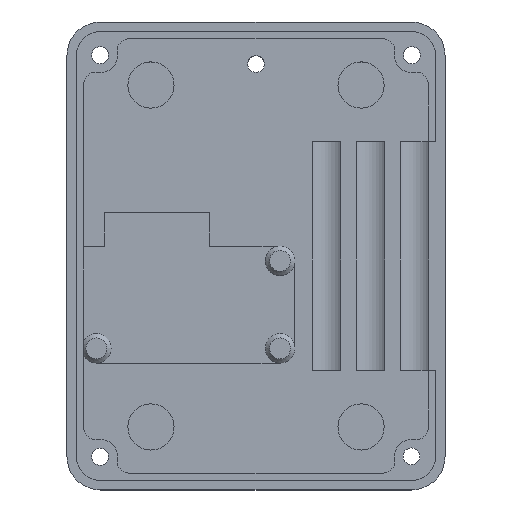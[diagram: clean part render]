
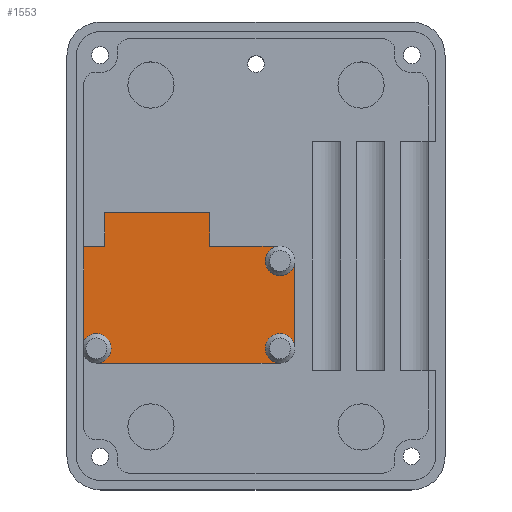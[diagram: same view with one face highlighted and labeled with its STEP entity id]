
A CAD part, top view. The second image highlights one B-rep face of the part: STEP entity #1553.
In plain terms, the highlighted planar face has unit normal (0, 0, 1).
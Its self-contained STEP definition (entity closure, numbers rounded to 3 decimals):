
#49=PLANE('',#1669);
#95=FACE_OUTER_BOUND('',#182,.T.);
#182=EDGE_LOOP('',(#1087,#1088,#1089,#1090,#1091,#1092,#1093,#1094,#1095,
#1096,#1097));
#275=LINE('',#2365,#410);
#280=LINE('',#2378,#415);
#283=LINE('',#2384,#418);
#286=LINE('',#2390,#421);
#289=LINE('',#2396,#424);
#292=LINE('',#2402,#427);
#297=LINE('',#2419,#432);
#298=LINE('',#2424,#433);
#410=VECTOR('',#1858,10.);
#415=VECTOR('',#1871,10.);
#418=VECTOR('',#1876,10.);
#421=VECTOR('',#1881,10.);
#424=VECTOR('',#1886,10.);
#427=VECTOR('',#1891,10.);
#432=VECTOR('',#1906,10.);
#433=VECTOR('',#1915,10.);
#550=CIRCLE('',#1655,3.5);
#552=CIRCLE('',#1663,3.5);
#555=CIRCLE('',#1668,3.5);
#649=VERTEX_POINT('',#2362);
#650=VERTEX_POINT('',#2364);
#652=VERTEX_POINT('',#2370);
#654=VERTEX_POINT('',#2376);
#656=VERTEX_POINT('',#2382);
#658=VERTEX_POINT('',#2388);
#660=VERTEX_POINT('',#2394);
#662=VERTEX_POINT('',#2400);
#665=VERTEX_POINT('',#2407);
#666=VERTEX_POINT('',#2409);
#669=VERTEX_POINT('',#2417);
#807=EDGE_CURVE('',#649,#650,#275,.T.);
#811=EDGE_CURVE('',#652,#649,#550,.T.);
#814=EDGE_CURVE('',#654,#652,#280,.T.);
#817=EDGE_CURVE('',#656,#654,#283,.T.);
#820=EDGE_CURVE('',#658,#656,#286,.T.);
#823=EDGE_CURVE('',#660,#658,#289,.T.);
#826=EDGE_CURVE('',#662,#660,#292,.T.);
#829=EDGE_CURVE('',#665,#666,#552,.T.);
#834=EDGE_CURVE('',#669,#665,#297,.T.);
#836=EDGE_CURVE('',#650,#669,#555,.T.);
#837=EDGE_CURVE('',#666,#662,#298,.T.);
#1087=ORIENTED_EDGE('',*,*,#836,.F.);
#1088=ORIENTED_EDGE('',*,*,#807,.F.);
#1089=ORIENTED_EDGE('',*,*,#811,.F.);
#1090=ORIENTED_EDGE('',*,*,#814,.F.);
#1091=ORIENTED_EDGE('',*,*,#817,.F.);
#1092=ORIENTED_EDGE('',*,*,#820,.F.);
#1093=ORIENTED_EDGE('',*,*,#823,.F.);
#1094=ORIENTED_EDGE('',*,*,#826,.F.);
#1095=ORIENTED_EDGE('',*,*,#837,.F.);
#1096=ORIENTED_EDGE('',*,*,#829,.F.);
#1097=ORIENTED_EDGE('',*,*,#834,.F.);
#1553=ADVANCED_FACE('',(#95),#49,.T.);
#1655=AXIS2_PLACEMENT_3D('',#2372,#1865,#1866);
#1663=AXIS2_PLACEMENT_3D('',#2410,#1897,#1898);
#1668=AXIS2_PLACEMENT_3D('',#2422,#1911,#1912);
#1669=AXIS2_PLACEMENT_3D('',#2423,#1913,#1914);
#1858=DIRECTION('',(0.,-1.,0.));
#1865=DIRECTION('center_axis',(0.,0.,1.));
#1866=DIRECTION('ref_axis',(-1.,0.,0.));
#1871=DIRECTION('',(1.,0.,0.));
#1876=DIRECTION('',(0.,-1.,0.));
#1881=DIRECTION('',(1.,0.,0.));
#1886=DIRECTION('',(0.,1.,0.));
#1891=DIRECTION('',(1.,0.,0.));
#1897=DIRECTION('center_axis',(0.,0.,1.));
#1898=DIRECTION('ref_axis',(0.,-1.,0.));
#1906=DIRECTION('',(-1.,0.,0.));
#1911=DIRECTION('center_axis',(0.,0.,1.));
#1912=DIRECTION('ref_axis',(1.,0.,0.));
#1913=DIRECTION('center_axis',(0.,0.,1.));
#1914=DIRECTION('ref_axis',(-1.,0.,0.));
#1915=DIRECTION('',(0.,1.,0.));
#2362=CARTESIAN_POINT('',(8.77,54.52,2.));
#2364=CARTESIAN_POINT('',(8.77,33.7,2.));
#2365=CARTESIAN_POINT('',(8.77,54.52,2.));
#2370=CARTESIAN_POINT('',(5.27,58.02,2.));
#2372=CARTESIAN_POINT('Origin',(5.27,54.52,2.));
#2376=CARTESIAN_POINT('',(-11.46,58.02,2.));
#2378=CARTESIAN_POINT('',(-11.46,58.02,2.));
#2382=CARTESIAN_POINT('',(-11.46,66.02,2.));
#2384=CARTESIAN_POINT('',(-11.46,58.02,2.));
#2388=CARTESIAN_POINT('',(-36.46,66.02,2.));
#2390=CARTESIAN_POINT('',(-11.46,66.02,2.));
#2394=CARTESIAN_POINT('',(-36.46,58.02,2.));
#2396=CARTESIAN_POINT('',(-36.46,66.02,2.));
#2400=CARTESIAN_POINT('',(-41.46,58.02,2.));
#2402=CARTESIAN_POINT('',(-41.46,58.02,2.));
#2407=CARTESIAN_POINT('',(-38.46,30.2,2.));
#2409=CARTESIAN_POINT('',(-41.46,35.503,2.));
#2410=CARTESIAN_POINT('Origin',(-38.46,33.7,2.));
#2417=CARTESIAN_POINT('',(5.27,30.2,2.));
#2419=CARTESIAN_POINT('',(5.27,30.2,2.));
#2422=CARTESIAN_POINT('Origin',(5.27,33.7,2.));
#2423=CARTESIAN_POINT('Origin',(-16.345,48.11,2.));
#2424=CARTESIAN_POINT('',(-41.46,35.503,2.));
